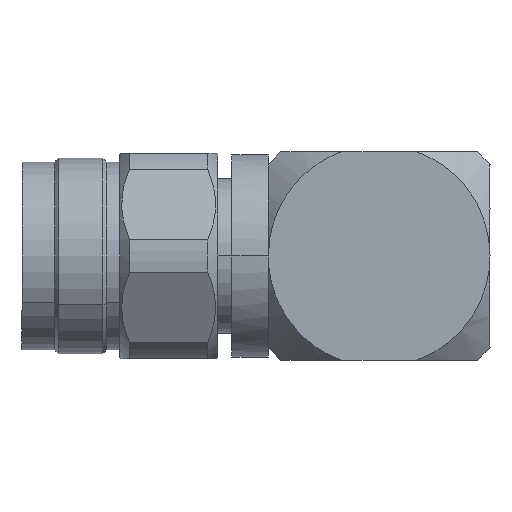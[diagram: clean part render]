
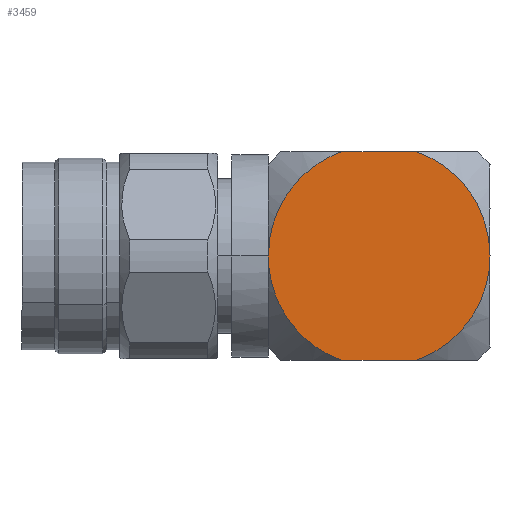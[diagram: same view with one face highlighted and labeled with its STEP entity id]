
A CAD part, front view. The second image highlights one B-rep face of the part: STEP entity #3459.
In plain terms, the highlighted planar face has unit normal (0, -1, 0).
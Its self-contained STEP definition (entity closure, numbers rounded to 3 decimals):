
#72 = CARTESIAN_POINT ( 'NONE',  ( 32.994, -8., 5.257 ) ) ;
#347 = B_SPLINE_CURVE_WITH_KNOTS ( 'NONE', 3,
 ( #5984, #6598, #7803, #3551, #7235, #2305, #7835, #6047, #1748, #4123 ),
 .UNSPECIFIED., .F., .F.,
 ( 4, 2, 2, 2, 4 ),
 ( 0., 0.25, 0.5, 0.75, 1. ),
 .UNSPECIFIED. ) ;
#436 = CARTESIAN_POINT ( 'NONE',  ( 33.51, -8., -4.524 ) ) ;
#520 = CARTESIAN_POINT ( 'NONE',  ( 32.119, -8., -6.26 ) ) ;
#531 = CARTESIAN_POINT ( 'NONE',  ( 29.172, -8., -8. ) ) ;
#649 = CARTESIAN_POINT ( 'NONE',  ( 32.008, -8., 6.306 ) ) ;
#675 = CARTESIAN_POINT ( 'NONE',  ( 34.526, -8., 2.147 ) ) ;
#790 = EDGE_LOOP ( 'NONE', ( #1257, #7677, #5390, #7180, #3857, #7794 ) ) ;
#809 = CARTESIAN_POINT ( 'NONE',  ( 17.934, -8., 1.737 ) ) ;
#872 = CARTESIAN_POINT ( 'NONE',  ( 26.3, -8., 0. ) ) ;
#900 = PLANE ( 'NONE',  #4967 ) ;
#1103 = CARTESIAN_POINT ( 'NONE',  ( 29.172, -8., 8. ) ) ;
#1219 = EDGE_CURVE ( 'NONE', #7111, #7873, #5574, .T. ) ;
#1247 = CARTESIAN_POINT ( 'NONE',  ( 34.438, -8., 2.454 ) ) ;
#1257 = ORIENTED_EDGE ( 'NONE', *, *, #2571, .F. ) ;
#1317 = CARTESIAN_POINT ( 'NONE',  ( 34.753, -8., 1.06 ) ) ;
#1454 = CARTESIAN_POINT ( 'NONE',  ( 21.838, -8., 7.287 ) ) ;
#1502 = CARTESIAN_POINT ( 'NONE',  ( 23.428, -8., 8. ) ) ;
#1651 = CARTESIAN_POINT ( 'NONE',  ( 34.389, -8., -2.612 ) ) ;
#1682 = CARTESIAN_POINT ( 'NONE',  ( 30.154, -8., -7.597 ) ) ;
#1748 = CARTESIAN_POINT ( 'NONE',  ( 17.8, -8., -0.868 ) ) ;
#1786 = CARTESIAN_POINT ( 'NONE',  ( 34.453, -8., 2.403 ) ) ;
#1806 = CARTESIAN_POINT ( 'NONE',  ( 34.8, -8., 0.427 ) ) ;
#1859 = CARTESIAN_POINT ( 'NONE',  ( 34.431, -8., 2.478 ) ) ;
#1884 = CARTESIAN_POINT ( 'NONE',  ( 30.72, -8., 7.311 ) ) ;
#2012 = CARTESIAN_POINT ( 'NONE',  ( 17.8, -8., 0.868 ) ) ;
#2041 = CARTESIAN_POINT ( 'NONE',  ( 22.61, -8., 7.707 ) ) ;
#2059 = FACE_OUTER_BOUND ( 'NONE', #790, .T. ) ;
#2112 = VERTEX_POINT ( 'NONE', #531 ) ;
#2259 = VECTOR ( 'NONE', #4506, 1000. ) ;
#2305 = CARTESIAN_POINT ( 'NONE',  ( 18.848, -8., -4.18 ) ) ;
#2399 = CARTESIAN_POINT ( 'NONE',  ( 34.406, -8., -2.559 ) ) ;
#2400 = CARTESIAN_POINT ( 'NONE',  ( 31.711, -8., 6.557 ) ) ;
#2483 = CARTESIAN_POINT ( 'NONE',  ( 34.476, -8., 2.326 ) ) ;
#2571 = EDGE_CURVE ( 'NONE', #7873, #7316, #5065, .T. ) ;
#2667 = VECTOR ( 'NONE', #3109, 1000. ) ;
#2806 = CARTESIAN_POINT ( 'NONE',  ( 29.574, -8., -7.856 ) ) ;
#2901 = CARTESIAN_POINT ( 'NONE',  ( 31.1, -8., -7.016 ) ) ;
#2911 = VERTEX_POINT ( 'NONE', #5558 ) ;
#2921 = CARTESIAN_POINT ( 'NONE',  ( 34.3, -8., -2.877 ) ) ;
#2944 = CARTESIAN_POINT ( 'NONE',  ( 34.8, -8., -0.854 ) ) ;
#3012 = CARTESIAN_POINT ( 'NONE',  ( 23.428, -8., 8. ) ) ;
#3031 = CARTESIAN_POINT ( 'NONE',  ( 31.447, -8., 6.764 ) ) ;
#3109 = DIRECTION ( 'NONE',  ( 1., 0., 0. ) ) ;
#3459 = ADVANCED_FACE ( 'NONE', ( #2059 ), #900, .T. ) ;
#3511 = CARTESIAN_POINT ( 'NONE',  ( 34.164, -8., -3.242 ) ) ;
#3531 = CARTESIAN_POINT ( 'NONE',  ( 34.674, -8., -1.689 ) ) ;
#3538 = CARTESIAN_POINT ( 'NONE',  ( 31.317, -8., -6.862 ) ) ;
#3549 = EDGE_CURVE ( 'NONE', #7627, #2112, #5647, .T. ) ;
#3551 = CARTESIAN_POINT ( 'NONE',  ( 20.457, -8., -6.234 ) ) ;
#3857 = ORIENTED_EDGE ( 'NONE', *, *, #4267, .T. ) ;
#3858 = CARTESIAN_POINT ( 'NONE',  ( 19.848, -8., 5.601 ) ) ;
#3995 = CARTESIAN_POINT ( 'NONE',  ( 23.428, -8., -8. ) ) ;
#4123 = CARTESIAN_POINT ( 'NONE',  ( 17.8, -8., 0. ) ) ;
#4267 = EDGE_CURVE ( 'NONE', #2112, #2911, #4607, .T. ) ;
#4276 = CARTESIAN_POINT ( 'NONE',  ( 32.57, -8., 5.771 ) ) ;
#4330 = CARTESIAN_POINT ( 'NONE',  ( 34.615, -8., 1.787 ) ) ;
#4341 = B_SPLINE_CURVE_WITH_KNOTS ( 'NONE', 3,
 ( #4984, #1806, #1317, #4330, #675, #2483, #1786, #1247, #1859, #7924, #4896, #72, #4276, #649, #2400, #6821, #6794, #3031, #5582, #1884, #6216, #7320 ),
 .UNSPECIFIED., .F., .F.,
 ( 4, 1, 1, 1, 1, 2, 2, 2, 1, 1, 1, 1, 2, 2, 4 ),
 ( 0., 0.125, 0.188, 0.219, 0.234, 0.242, 0.25, 0.5, 0.625, 0.688, 0.719, 0.734, 0.742, 0.75, 1. ),
 .UNSPECIFIED. ) ;
#4474 = CARTESIAN_POINT ( 'NONE',  ( 34.8, -8., 8. ) ) ;
#4497 = CARTESIAN_POINT ( 'NONE',  ( 20.457, -8., 6.234 ) ) ;
#4506 = DIRECTION ( 'NONE',  ( 1., 0., 0. ) ) ;
#4607 = B_SPLINE_CURVE_WITH_KNOTS ( 'NONE', 3,
 ( #5270, #2806, #1682, #6032, #2901, #6634, #3538, #7820, #7848, #520, #5424, #436, #7785, #3511, #2921, #4790, #1651, #2399, #6657, #3531, #2944, #7344 ),
 .UNSPECIFIED., .F., .F.,
 ( 4, 1, 1, 1, 1, 2, 2, 2, 1, 1, 1, 1, 2, 2, 4 ),
 ( 0., 0.125, 0.187, 0.219, 0.234, 0.242, 0.25, 0.5, 0.625, 0.687, 0.719, 0.734, 0.742, 0.75, 1. ),
 .UNSPECIFIED. ) ;
#4790 = CARTESIAN_POINT ( 'NONE',  ( 34.363, -8., -2.692 ) ) ;
#4896 = CARTESIAN_POINT ( 'NONE',  ( 33.768, -8., 4.157 ) ) ;
#4967 = AXIS2_PLACEMENT_3D ( 'NONE', #872, #5159, #5791 ) ;
#4984 = CARTESIAN_POINT ( 'NONE',  ( 34.8, -8., 0. ) ) ;
#5065 = LINE ( 'NONE', #4474, #2667 ) ;
#5159 = DIRECTION ( 'NONE',  ( 0., -1., 0. ) ) ;
#5270 = CARTESIAN_POINT ( 'NONE',  ( 29.172, -8., -8. ) ) ;
#5371 = EDGE_CURVE ( 'NONE', #7627, #7111, #347, .T. ) ;
#5390 = ORIENTED_EDGE ( 'NONE', *, *, #5371, .F. ) ;
#5424 = CARTESIAN_POINT ( 'NONE',  ( 32.736, -8., -5.624 ) ) ;
#5558 = CARTESIAN_POINT ( 'NONE',  ( 34.8, -8., 0. ) ) ;
#5574 = B_SPLINE_CURVE_WITH_KNOTS ( 'NONE', 3,
 ( #7634, #2012, #809, #7612, #7582, #3858, #4497, #1454, #2041, #1502 ),
 .UNSPECIFIED., .F., .F.,
 ( 4, 2, 2, 2, 4 ),
 ( 0., 0.25, 0.5, 0.75, 1. ),
 .UNSPECIFIED. ) ;
#5582 = CARTESIAN_POINT ( 'NONE',  ( 31.424, -8., 6.782 ) ) ;
#5647 = LINE ( 'NONE', #5826, #2259 ) ;
#5791 = DIRECTION ( 'NONE',  ( 0., 0., -1. ) ) ;
#5826 = CARTESIAN_POINT ( 'NONE',  ( 26.3, -8., -8. ) ) ;
#5984 = CARTESIAN_POINT ( 'NONE',  ( 23.428, -8., -8. ) ) ;
#6032 = CARTESIAN_POINT ( 'NONE',  ( 30.791, -8., -7.222 ) ) ;
#6047 = CARTESIAN_POINT ( 'NONE',  ( 17.934, -8., -1.737 ) ) ;
#6216 = CARTESIAN_POINT ( 'NONE',  ( 29.976, -8., 7.711 ) ) ;
#6598 = CARTESIAN_POINT ( 'NONE',  ( 22.61, -8., -7.707 ) ) ;
#6634 = CARTESIAN_POINT ( 'NONE',  ( 31.252, -8., -6.909 ) ) ;
#6657 = CARTESIAN_POINT ( 'NONE',  ( 34.415, -8., -2.531 ) ) ;
#6782 = EDGE_CURVE ( 'NONE', #2911, #7316, #4341, .T. ) ;
#6794 = CARTESIAN_POINT ( 'NONE',  ( 31.492, -8., 6.73 ) ) ;
#6821 = CARTESIAN_POINT ( 'NONE',  ( 31.558, -8., 6.679 ) ) ;
#7111 = VERTEX_POINT ( 'NONE', #7209 ) ;
#7180 = ORIENTED_EDGE ( 'NONE', *, *, #3549, .T. ) ;
#7209 = CARTESIAN_POINT ( 'NONE',  ( 17.8, -8., 0. ) ) ;
#7235 = CARTESIAN_POINT ( 'NONE',  ( 19.848, -8., -5.601 ) ) ;
#7316 = VERTEX_POINT ( 'NONE', #1103 ) ;
#7320 = CARTESIAN_POINT ( 'NONE',  ( 29.172, -8., 8. ) ) ;
#7344 = CARTESIAN_POINT ( 'NONE',  ( 34.8, -8., 0. ) ) ;
#7582 = CARTESIAN_POINT ( 'NONE',  ( 18.848, -8., 4.18 ) ) ;
#7612 = CARTESIAN_POINT ( 'NONE',  ( 18.458, -8., 3.393 ) ) ;
#7627 = VERTEX_POINT ( 'NONE', #3995 ) ;
#7634 = CARTESIAN_POINT ( 'NONE',  ( 17.8, -8., 0. ) ) ;
#7677 = ORIENTED_EDGE ( 'NONE', *, *, #1219, .F. ) ;
#7785 = CARTESIAN_POINT ( 'NONE',  ( 33.85, -8., -3.951 ) ) ;
#7794 = ORIENTED_EDGE ( 'NONE', *, *, #6782, .T. ) ;
#7803 = CARTESIAN_POINT ( 'NONE',  ( 21.838, -8., -7.287 ) ) ;
#7820 = CARTESIAN_POINT ( 'NONE',  ( 31.36, -8., -6.83 ) ) ;
#7835 = CARTESIAN_POINT ( 'NONE',  ( 18.458, -8., -3.393 ) ) ;
#7848 = CARTESIAN_POINT ( 'NONE',  ( 31.38, -8., -6.815 ) ) ;
#7873 = VERTEX_POINT ( 'NONE', #3012 ) ;
#7924 = CARTESIAN_POINT ( 'NONE',  ( 34.158, -8., 3.362 ) ) ;
